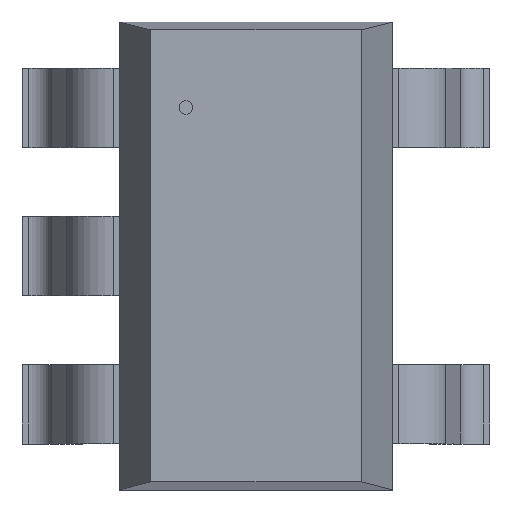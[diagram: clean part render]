
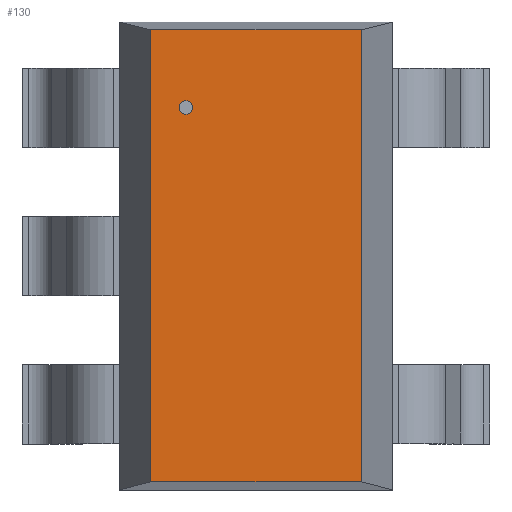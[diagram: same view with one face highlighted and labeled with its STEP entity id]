
A CAD part, top view. The second image highlights one B-rep face of the part: STEP entity #130.
In plain terms, the highlighted planar face has unit normal (0, 0, 1).
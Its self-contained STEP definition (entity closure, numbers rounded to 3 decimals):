
#130 = ADVANCED_FACE('',(#131),#165,.T.);
#131 = FACE_BOUND('',#132,.T.);
#132 = EDGE_LOOP('',(#133,#143,#151,#159));
#133 = ORIENTED_EDGE('',*,*,#134,.F.);
#134 = EDGE_CURVE('',#135,#137,#139,.T.);
#135 = VERTEX_POINT('',#136);
#136 = CARTESIAN_POINT('',(0.673,-1.448,1.448));
#137 = VERTEX_POINT('',#138);
#138 = CARTESIAN_POINT('',(-0.673,-1.448,1.448));
#139 = LINE('',#140,#141);
#140 = CARTESIAN_POINT('',(0.673,-1.448,1.448));
#141 = VECTOR('',#142,1.);
#142 = DIRECTION('',(-1.,0.,0.));
#143 = ORIENTED_EDGE('',*,*,#144,.F.);
#144 = EDGE_CURVE('',#145,#135,#147,.T.);
#145 = VERTEX_POINT('',#146);
#146 = CARTESIAN_POINT('',(0.673,1.448,1.448));
#147 = LINE('',#148,#149);
#148 = CARTESIAN_POINT('',(0.673,1.448,1.448));
#149 = VECTOR('',#150,1.);
#150 = DIRECTION('',(0.,-1.,0.));
#151 = ORIENTED_EDGE('',*,*,#152,.F.);
#152 = EDGE_CURVE('',#153,#145,#155,.T.);
#153 = VERTEX_POINT('',#154);
#154 = CARTESIAN_POINT('',(-0.673,1.448,1.448));
#155 = LINE('',#156,#157);
#156 = CARTESIAN_POINT('',(-0.673,1.448,1.448));
#157 = VECTOR('',#158,1.);
#158 = DIRECTION('',(1.,0.,0.));
#159 = ORIENTED_EDGE('',*,*,#160,.F.);
#160 = EDGE_CURVE('',#137,#153,#161,.T.);
#161 = LINE('',#162,#163);
#162 = CARTESIAN_POINT('',(-0.673,-1.448,1.448));
#163 = VECTOR('',#164,1.);
#164 = DIRECTION('',(0.,1.,0.));
#165 = PLANE('',#166);
#166 = AXIS2_PLACEMENT_3D('',#167,#168,#169);
#167 = CARTESIAN_POINT('',(-0.673,-1.448,1.448));
#168 = DIRECTION('',(0.,0.,1.));
#169 = DIRECTION('',(0.,1.,0.));
